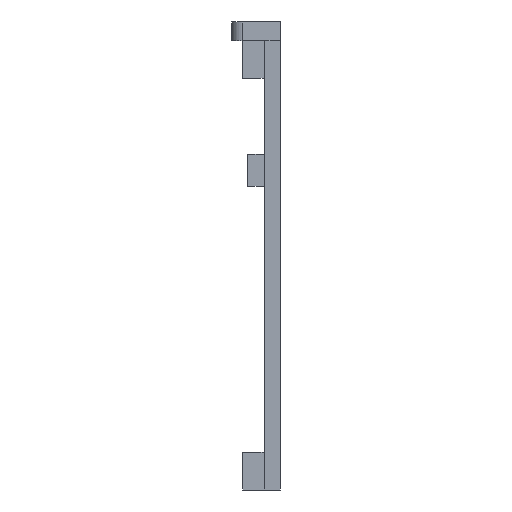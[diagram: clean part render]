
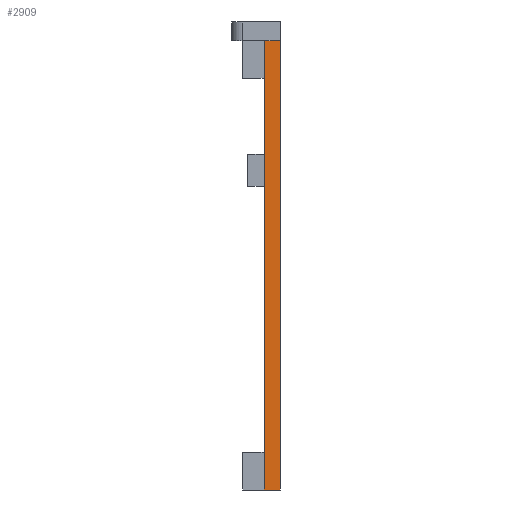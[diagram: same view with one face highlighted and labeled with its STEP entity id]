
A CAD part, left-side view. The second image highlights one B-rep face of the part: STEP entity #2909.
In plain terms, the highlighted planar face has unit normal (-1, 0, -0.014).
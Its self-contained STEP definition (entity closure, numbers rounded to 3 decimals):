
#101=PLANE('',#3114);
#217=FACE_OUTER_BOUND('',#389,.T.);
#389=EDGE_LOOP('',(#2297,#2298,#2299,#2300));
#522=LINE('',#4146,#834);
#579=LINE('',#4293,#891);
#601=LINE('',#4358,#913);
#626=LINE('',#4429,#938);
#834=VECTOR('',#3313,10.);
#891=VECTOR('',#3438,10.);
#913=VECTOR('',#3494,10.);
#938=VECTOR('',#3567,10.);
#1262=VERTEX_POINT('',#4143);
#1263=VERTEX_POINT('',#4145);
#1319=VERTEX_POINT('',#4291);
#1345=VERTEX_POINT('',#4357);
#1550=EDGE_CURVE('',#1263,#1262,#522,.T.);
#1624=EDGE_CURVE('',#1319,#1262,#579,.T.);
#1657=EDGE_CURVE('',#1345,#1263,#601,.T.);
#1694=EDGE_CURVE('',#1345,#1319,#626,.T.);
#2297=ORIENTED_EDGE('',*,*,#1657,.T.);
#2298=ORIENTED_EDGE('',*,*,#1550,.T.);
#2299=ORIENTED_EDGE('',*,*,#1624,.F.);
#2300=ORIENTED_EDGE('',*,*,#1694,.F.);
#2909=ADVANCED_FACE('',(#217),#101,.T.);
#3114=AXIS2_PLACEMENT_3D('',#4486,#3624,#3625);
#3313=DIRECTION('',(0.,1.,0.));
#3438=DIRECTION('',(-0.014,0.,1.));
#3494=DIRECTION('',(-0.014,0.,1.));
#3567=DIRECTION('',(0.,1.,0.));
#3624=DIRECTION('center_axis',(-1.,0.,-0.014));
#3625=DIRECTION('ref_axis',(-0.014,0.,1.));
#4143=CARTESIAN_POINT('',(-161.4,5.,41.8));
#4145=CARTESIAN_POINT('',(-161.4,2.,41.8));
#4146=CARTESIAN_POINT('',(-161.4,0.,41.8));
#4291=CARTESIAN_POINT('',(-160.22,5.,-41.8));
#4293=CARTESIAN_POINT('',(-160.22,5.,-41.8));
#4357=CARTESIAN_POINT('',(-160.22,2.,-41.8));
#4358=CARTESIAN_POINT('',(-160.241,2.,-40.294));
#4429=CARTESIAN_POINT('',(-160.22,0.,-41.8));
#4486=CARTESIAN_POINT('Origin',(-160.22,0.,-41.8));
